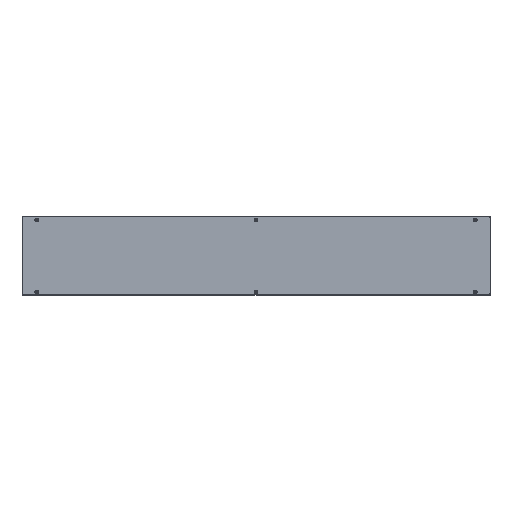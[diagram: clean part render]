
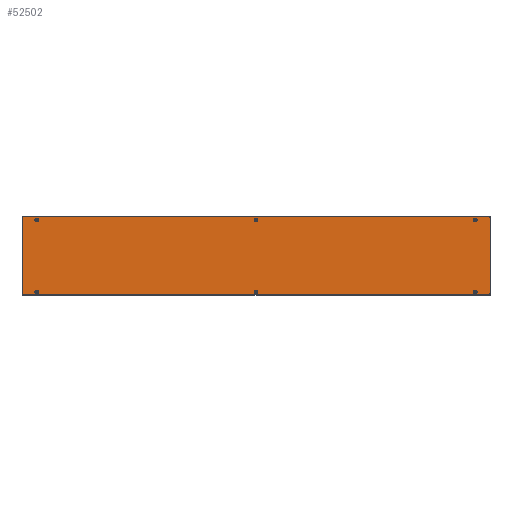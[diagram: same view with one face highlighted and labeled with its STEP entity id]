
A CAD part, top view. The second image highlights one B-rep face of the part: STEP entity #52502.
In plain terms, the highlighted planar face has unit normal (0, 0, 1).
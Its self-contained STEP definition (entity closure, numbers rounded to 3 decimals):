
#4284=FACE_BOUND('',#9826,.T.);
#4285=FACE_BOUND('',#9827,.T.);
#4286=FACE_BOUND('',#9828,.T.);
#4287=FACE_BOUND('',#9829,.T.);
#4288=FACE_BOUND('',#9830,.T.);
#4289=FACE_BOUND('',#9831,.T.);
#4820=PLANE('',#55939);
#6839=FACE_OUTER_BOUND('',#9825,.T.);
#9825=EDGE_LOOP('',(#39610,#39611,#39612,#39613,#39614,#39615,#39616,#39617));
#9826=EDGE_LOOP('',(#39618));
#9827=EDGE_LOOP('',(#39619));
#9828=EDGE_LOOP('',(#39620));
#9829=EDGE_LOOP('',(#39621));
#9830=EDGE_LOOP('',(#39622));
#9831=EDGE_LOOP('',(#39623));
#13383=LINE('',#72201,#18898);
#13389=LINE('',#72222,#18904);
#13393=LINE('',#72233,#18908);
#13394=LINE('',#72235,#18909);
#18898=VECTOR('',#60809,0.394);
#18904=VECTOR('',#60829,0.394);
#18908=VECTOR('',#60843,0.394);
#18909=VECTOR('',#60846,0.394);
#23773=CIRCLE('',#55905,0.145);
#23775=CIRCLE('',#55908,0.145);
#23777=CIRCLE('',#55911,0.145);
#23779=CIRCLE('',#55914,0.145);
#23781=CIRCLE('',#55917,0.145);
#23783=CIRCLE('',#55920,0.145);
#23785=CIRCLE('',#55923,0.125);
#23790=CIRCLE('',#55931,0.125);
#23791=CIRCLE('',#55934,0.125);
#23792=CIRCLE('',#55936,0.125);
#24979=VERTEX_POINT('',#72152);
#24981=VERTEX_POINT('',#72158);
#24983=VERTEX_POINT('',#72164);
#24985=VERTEX_POINT('',#72170);
#24987=VERTEX_POINT('',#72176);
#24989=VERTEX_POINT('',#72182);
#24991=VERTEX_POINT('',#72188);
#24992=VERTEX_POINT('',#72189);
#24996=VERTEX_POINT('',#72199);
#25002=VERTEX_POINT('',#72215);
#25003=VERTEX_POINT('',#72216);
#25004=VERTEX_POINT('',#72221);
#25005=VERTEX_POINT('',#72225);
#25006=VERTEX_POINT('',#72229);
#30494=EDGE_CURVE('',#24979,#24979,#23773,.T.);
#30497=EDGE_CURVE('',#24981,#24981,#23775,.T.);
#30500=EDGE_CURVE('',#24983,#24983,#23777,.T.);
#30503=EDGE_CURVE('',#24985,#24985,#23779,.T.);
#30506=EDGE_CURVE('',#24987,#24987,#23781,.T.);
#30509=EDGE_CURVE('',#24989,#24989,#23783,.T.);
#30512=EDGE_CURVE('',#24991,#24992,#23785,.T.);
#30518=EDGE_CURVE('',#24996,#24991,#13383,.T.);
#30525=EDGE_CURVE('',#25002,#25003,#23790,.T.);
#30528=EDGE_CURVE('',#25003,#25004,#13389,.T.);
#30530=EDGE_CURVE('',#25004,#25005,#23791,.T.);
#30532=EDGE_CURVE('',#25006,#24996,#23792,.T.);
#30534=EDGE_CURVE('',#25005,#25006,#13393,.T.);
#30535=EDGE_CURVE('',#24992,#25002,#13394,.T.);
#39610=ORIENTED_EDGE('',*,*,#30512,.F.);
#39611=ORIENTED_EDGE('',*,*,#30518,.F.);
#39612=ORIENTED_EDGE('',*,*,#30532,.F.);
#39613=ORIENTED_EDGE('',*,*,#30534,.F.);
#39614=ORIENTED_EDGE('',*,*,#30530,.F.);
#39615=ORIENTED_EDGE('',*,*,#30528,.F.);
#39616=ORIENTED_EDGE('',*,*,#30525,.F.);
#39617=ORIENTED_EDGE('',*,*,#30535,.F.);
#39618=ORIENTED_EDGE('',*,*,#30494,.T.);
#39619=ORIENTED_EDGE('',*,*,#30497,.T.);
#39620=ORIENTED_EDGE('',*,*,#30500,.T.);
#39621=ORIENTED_EDGE('',*,*,#30503,.T.);
#39622=ORIENTED_EDGE('',*,*,#30506,.T.);
#39623=ORIENTED_EDGE('',*,*,#30509,.T.);
#52502=ADVANCED_FACE('',(#6839,#4284,#4285,#4286,#4287,#4288,#4289),#4820,
 .T.);
#55905=AXIS2_PLACEMENT_3D('',#72153,#60757,#60758);
#55908=AXIS2_PLACEMENT_3D('',#72159,#60764,#60765);
#55911=AXIS2_PLACEMENT_3D('',#72165,#60771,#60772);
#55914=AXIS2_PLACEMENT_3D('',#72171,#60778,#60779);
#55917=AXIS2_PLACEMENT_3D('',#72177,#60785,#60786);
#55920=AXIS2_PLACEMENT_3D('',#72183,#60792,#60793);
#55923=AXIS2_PLACEMENT_3D('',#72190,#60799,#60800);
#55931=AXIS2_PLACEMENT_3D('',#72217,#60823,#60824);
#55934=AXIS2_PLACEMENT_3D('',#72226,#60833,#60834);
#55936=AXIS2_PLACEMENT_3D('',#72230,#60838,#60839);
#55939=AXIS2_PLACEMENT_3D('',#72236,#60847,#60848);
#60757=DIRECTION('center_axis',(0.,0.,-1.));
#60758=DIRECTION('ref_axis',(-1.,0.,0.));
#60764=DIRECTION('center_axis',(0.,0.,-1.));
#60765=DIRECTION('ref_axis',(-1.,0.,0.));
#60771=DIRECTION('center_axis',(0.,0.,-1.));
#60772=DIRECTION('ref_axis',(-1.,0.,0.));
#60778=DIRECTION('center_axis',(0.,0.,-1.));
#60779=DIRECTION('ref_axis',(-1.,0.,0.));
#60785=DIRECTION('center_axis',(0.,0.,-1.));
#60786=DIRECTION('ref_axis',(-1.,0.,0.));
#60792=DIRECTION('center_axis',(0.,0.,-1.));
#60793=DIRECTION('ref_axis',(-1.,0.,0.));
#60799=DIRECTION('center_axis',(0.,0.,-1.));
#60800=DIRECTION('ref_axis',(0.707,0.707,0.));
#60809=DIRECTION('',(1.,0.,0.));
#60823=DIRECTION('center_axis',(0.,0.,-1.));
#60824=DIRECTION('ref_axis',(0.707,-0.707,0.));
#60829=DIRECTION('',(-1.,0.,0.));
#60833=DIRECTION('center_axis',(0.,0.,-1.));
#60834=DIRECTION('ref_axis',(-0.707,-0.707,0.));
#60838=DIRECTION('center_axis',(0.,0.,-1.));
#60839=DIRECTION('ref_axis',(-0.707,0.707,0.));
#60843=DIRECTION('',(0.,1.,0.));
#60846=DIRECTION('',(0.,-1.,0.));
#60847=DIRECTION('center_axis',(0.,0.,1.));
#60848=DIRECTION('ref_axis',(1.,0.,0.));
#72152=CARTESIAN_POINT('',(0.145,-3.7,0.053));
#72153=CARTESIAN_POINT('Origin',(0.,-3.7,0.053));
#72158=CARTESIAN_POINT('',(0.145,3.7,0.053));
#72159=CARTESIAN_POINT('Origin',(0.,3.7,0.053));
#72164=CARTESIAN_POINT('',(22.645,-3.7,0.053));
#72165=CARTESIAN_POINT('Origin',(22.5,-3.7,0.053));
#72170=CARTESIAN_POINT('',(22.645,3.7,0.053));
#72171=CARTESIAN_POINT('Origin',(22.5,3.7,0.053));
#72176=CARTESIAN_POINT('',(-22.355,-3.7,0.053));
#72177=CARTESIAN_POINT('Origin',(-22.5,-3.7,0.053));
#72182=CARTESIAN_POINT('',(-22.355,3.7,0.053));
#72183=CARTESIAN_POINT('Origin',(-22.5,3.7,0.053));
#72188=CARTESIAN_POINT('',(23.875,4.,0.053));
#72189=CARTESIAN_POINT('',(24.,3.875,0.053));
#72190=CARTESIAN_POINT('Origin',(23.875,3.875,0.053));
#72199=CARTESIAN_POINT('',(-23.875,4.,0.053));
#72201=CARTESIAN_POINT('',(24.,4.,0.053));
#72215=CARTESIAN_POINT('',(24.,-3.875,0.053));
#72216=CARTESIAN_POINT('',(23.875,-4.,0.053));
#72217=CARTESIAN_POINT('Origin',(23.875,-3.875,0.053));
#72221=CARTESIAN_POINT('',(-23.875,-4.,0.053));
#72222=CARTESIAN_POINT('',(-24.,-4.,0.053));
#72225=CARTESIAN_POINT('',(-24.,-3.875,0.053));
#72226=CARTESIAN_POINT('Origin',(-23.875,-3.875,0.053));
#72229=CARTESIAN_POINT('',(-24.,3.875,0.053));
#72230=CARTESIAN_POINT('Origin',(-23.875,3.875,0.053));
#72233=CARTESIAN_POINT('',(-24.,4.,0.053));
#72235=CARTESIAN_POINT('',(24.,-4.,0.053));
#72236=CARTESIAN_POINT('Origin',(0.,0.,0.053));
